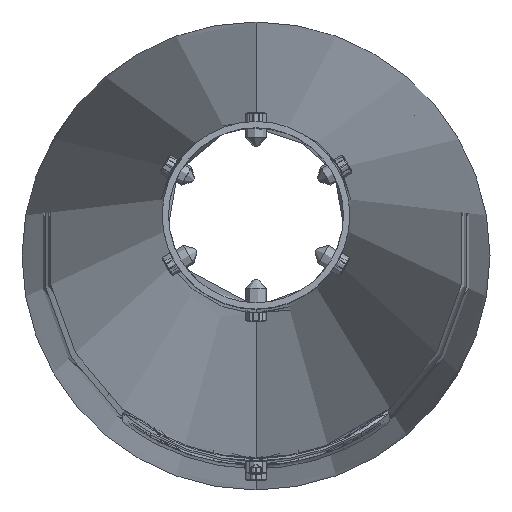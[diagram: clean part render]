
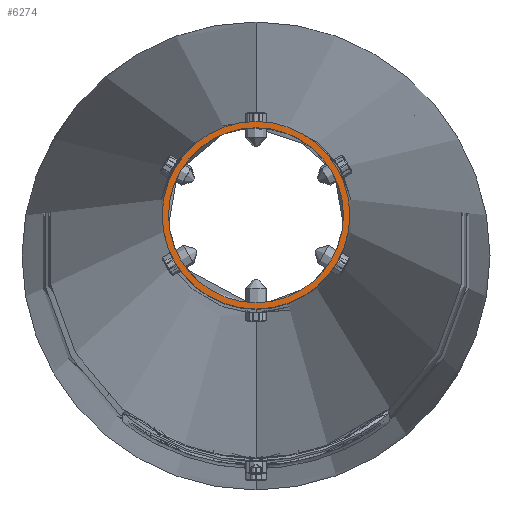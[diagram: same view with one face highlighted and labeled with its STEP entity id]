
A CAD part, top view. The second image highlights one B-rep face of the part: STEP entity #6274.
In plain terms, the highlighted face is planar.
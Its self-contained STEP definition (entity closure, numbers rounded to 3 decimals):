
#203 = DIRECTION ( 'NONE',  ( 0., -1., 0. ) ) ;
#221 = CARTESIAN_POINT ( 'NONE',  ( 0., 11100., 44.5 ) ) ;
#244 = EDGE_LOOP ( 'NONE', ( #2183, #3455 ) ) ;
#285 = CARTESIAN_POINT ( 'NONE',  ( -44.5, 11100., 0. ) ) ;
#623 = CARTESIAN_POINT ( 'NONE',  ( 0., 11100., 0. ) ) ;
#725 = PLANE ( 'NONE',  #5206 ) ;
#774 = DIRECTION ( 'NONE',  ( 0., 0., -1. ) ) ;
#979 = CARTESIAN_POINT ( 'NONE',  ( 0., 11100., -41.5 ) ) ;
#1066 = AXIS2_PLACEMENT_3D ( 'NONE', #3472, #203, #774 ) ;
#1109 = EDGE_LOOP ( 'NONE', ( #1404, #1480 ) ) ;
#1214 = CIRCLE ( 'NONE', #3164, 41.5 ) ;
#1224 = DIRECTION ( 'NONE',  ( 0., -1., 0. ) ) ;
#1364 = VERTEX_POINT ( 'NONE', #6325 ) ;
#1370 = EDGE_CURVE ( 'NONE', #5203, #1364, #3454, .T. ) ;
#1404 = ORIENTED_EDGE ( 'NONE', *, *, #1370, .T. ) ;
#1480 = ORIENTED_EDGE ( 'NONE', *, *, #6799, .T. ) ;
#1503 = CIRCLE ( 'NONE', #3094, 44.5 ) ;
#2094 = VERTEX_POINT ( 'NONE', #221 ) ;
#2183 = ORIENTED_EDGE ( 'NONE', *, *, #3118, .F. ) ;
#2217 = VERTEX_POINT ( 'NONE', #4663 ) ;
#3007 = FACE_OUTER_BOUND ( 'NONE', #244, .T. ) ;
#3094 = AXIS2_PLACEMENT_3D ( 'NONE', #4136, #6905, #6351 ) ;
#3118 = EDGE_CURVE ( 'NONE', #2217, #2094, #1503, .T. ) ;
#3164 = AXIS2_PLACEMENT_3D ( 'NONE', #6936, #5405, #5337 ) ;
#3454 = CIRCLE ( 'NONE', #1066, 41.5 ) ;
#3455 = ORIENTED_EDGE ( 'NONE', *, *, #3569, .F. ) ;
#3472 = CARTESIAN_POINT ( 'NONE',  ( 0., 11100., 0. ) ) ;
#3569 = EDGE_CURVE ( 'NONE', #2094, #2217, #3871, .T. ) ;
#3871 = CIRCLE ( 'NONE', #6361, 44.5 ) ;
#4136 = CARTESIAN_POINT ( 'NONE',  ( 0., 11100., 0. ) ) ;
#4156 = DIRECTION ( 'NONE',  ( 0., 1., 0. ) ) ;
#4663 = CARTESIAN_POINT ( 'NONE',  ( 0., 11100., -44.5 ) ) ;
#5203 = VERTEX_POINT ( 'NONE', #979 ) ;
#5206 = AXIS2_PLACEMENT_3D ( 'NONE', #285, #4156, #6809 ) ;
#5337 = DIRECTION ( 'NONE',  ( 0., 0., -1. ) ) ;
#5405 = DIRECTION ( 'NONE',  ( 0., -1., 0. ) ) ;
#6230 = FACE_BOUND ( 'NONE', #1109, .T. ) ;
#6274 = ADVANCED_FACE ( 'NONE', ( #6230, #3007 ), #725, .T. ) ;
#6325 = CARTESIAN_POINT ( 'NONE',  ( 0., 11100., 41.5 ) ) ;
#6351 = DIRECTION ( 'NONE',  ( 0., 0., -1. ) ) ;
#6361 = AXIS2_PLACEMENT_3D ( 'NONE', #623, #1224, #6699 ) ;
#6699 = DIRECTION ( 'NONE',  ( 0., 0., -1. ) ) ;
#6799 = EDGE_CURVE ( 'NONE', #1364, #5203, #1214, .T. ) ;
#6809 = DIRECTION ( 'NONE',  ( 0., 0., 1. ) ) ;
#6905 = DIRECTION ( 'NONE',  ( 0., -1., 0. ) ) ;
#6936 = CARTESIAN_POINT ( 'NONE',  ( 0., 11100., 0. ) ) ;
